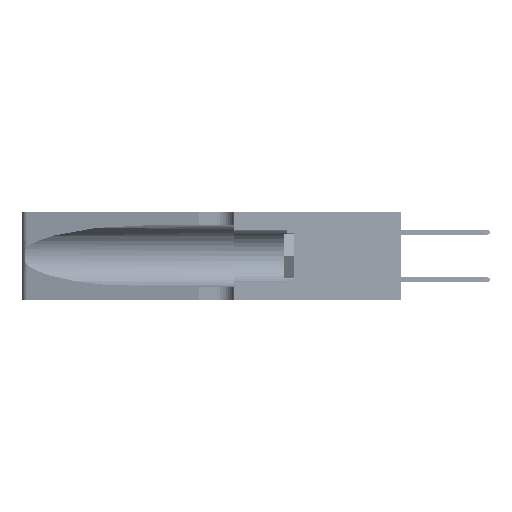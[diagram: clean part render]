
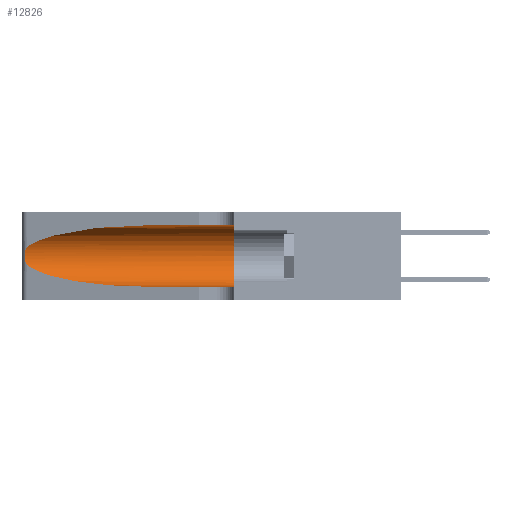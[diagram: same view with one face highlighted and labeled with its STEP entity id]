
A CAD part, left-side view. The second image highlights one B-rep face of the part: STEP entity #12826.
In plain terms, the highlighted cylindrical face has radius 3.308 mm (diameter 6.617 mm), a partial arc.
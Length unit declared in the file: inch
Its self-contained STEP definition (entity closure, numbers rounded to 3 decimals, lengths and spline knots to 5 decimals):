
#392 =( BOUNDED_CURVE ( )  B_SPLINE_CURVE ( 3, ( #50023, #42259, #30368, #26811 ),
 .UNSPECIFIED., .F., .T. ) 
 B_SPLINE_CURVE_WITH_KNOTS ( ( 4, 4 ),
 ( 1.5708, 2.84003 ),
 .UNSPECIFIED. ) 
 CURVE ( )  GEOMETRIC_REPRESENTATION_ITEM ( )  RATIONAL_B_SPLINE_CURVE ( ( 1., 0.87, 0.87, 1. ) ) 
 REPRESENTATION_ITEM ( '' )  );
#735 = CARTESIAN_POINT ( 'NONE',  ( 0.1305, 0.72297, 0.05475 ) ) ;
#1315 = CARTESIAN_POINT ( 'NONE',  ( 0.25487, 1.22718, 0.22369 ) ) ;
#1473 = CARTESIAN_POINT ( 'NONE',  ( 0.25487, 1.22718, 0.14631 ) ) ;
#4263 = VECTOR ( 'NONE', #27623, 39.37008 ) ;
#4349 = CARTESIAN_POINT ( 'NONE',  ( 0.1305, 1.61858, 0.05475 ) ) ;
#4672 = EDGE_CURVE ( 'NONE', #27026, #26388, #392, .T. ) ;
#5185 = CARTESIAN_POINT ( 'NONE',  ( 0.25639, 1.23184, 0.21858 ) ) ;
#5502 = LINE ( 'NONE', #4349, #4263 ) ;
#5615 = CARTESIAN_POINT ( 'NONE',  ( 0.1305, 0.72297, 0.05475 ) ) ;
#5756 = CARTESIAN_POINT ( 'NONE',  ( 0.1305, 0.35, 0.185 ) ) ;
#8397 = CARTESIAN_POINT ( 'NONE',  ( 0.2373, 1.15595, 0.08982 ) ) ;
#9156 = CARTESIAN_POINT ( 'NONE',  ( 0.25854, 1.2359, 0.20912 ) ) ;
#9180 = EDGE_LOOP ( 'NONE', ( #37518, #41591, #24901, #16825, #26224, #30745 ) ) ;
#9285 = DIRECTION ( 'NONE',  ( 0., -1., 0. ) ) ;
#9728 = DIRECTION ( 'NONE',  ( 0., 0., 1. ) ) ;
#11030 = B_SPLINE_CURVE_WITH_KNOTS ( 'NONE', 3,
 ( #1315, #47804, #5185, #32386, #9156, #36279, #13035, #40184, #16988, #44098, #20865, #47985, #24760, #1473 ),
 .UNSPECIFIED., .F., .F.,
 ( 4, 2, 2, 2, 2, 2, 4 ),
 ( 0., 0.00027, 0.00053, 0.00107, 0.0016, 0.00187, 0.00214 ),
 .UNSPECIFIED. ) ;
#11444 = VERTEX_POINT ( 'NONE', #5615 ) ;
#12826 = ADVANCED_FACE ( 'NONE', ( #44744 ), #43522, .F. ) ;
#13035 = CARTESIAN_POINT ( 'NONE',  ( 0.26075, 1.23896, 0.19203 ) ) ;
#13170 = DIRECTION ( 'NONE',  ( 0., 0., -1. ) ) ;
#16353 = AXIS2_PLACEMENT_3D ( 'NONE', #24393, #9285, #13170 ) ;
#16825 = ORIENTED_EDGE ( 'NONE', *, *, #23144, .T. ) ;
#16988 = CARTESIAN_POINT ( 'NONE',  ( 0.26017, 1.23833, 0.17102 ) ) ;
#20148 = CARTESIAN_POINT ( 'NONE',  ( 0.25487, 1.22718, 0.14631 ) ) ;
#20865 = CARTESIAN_POINT ( 'NONE',  ( 0.25789, 1.23486, 0.15765 ) ) ;
#21249 = AXIS2_PLACEMENT_3D ( 'NONE', #5756, #32962, #9728 ) ;
#23144 = EDGE_CURVE ( 'NONE', #11444, #43867, #5502, .T. ) ;
#24025 = CARTESIAN_POINT ( 'NONE',  ( 0.18966, 0.96281, 0.05475 ) ) ;
#24346 = CARTESIAN_POINT ( 'NONE',  ( 0.1305, 1.61858, 0.31525 ) ) ;
#24393 = CARTESIAN_POINT ( 'NONE',  ( 0.1305, 1.61858, 0.185 ) ) ;
#24760 = CARTESIAN_POINT ( 'NONE',  ( 0.25555, 1.22993, 0.14849 ) ) ;
#24901 = ORIENTED_EDGE ( 'NONE', *, *, #34383, .T. ) ;
#26224 = ORIENTED_EDGE ( 'NONE', *, *, #49593, .F. ) ;
#26388 = VERTEX_POINT ( 'NONE', #43422 ) ;
#26811 = CARTESIAN_POINT ( 'NONE',  ( 0.25487, 1.22718, 0.22369 ) ) ;
#27026 = VERTEX_POINT ( 'NONE', #31634 ) ;
#27623 = DIRECTION ( 'NONE',  ( 0., -1., 0. ) ) ;
#28046 = DIRECTION ( 'NONE',  ( 0., -1., 0. ) ) ;
#29051 =( BOUNDED_CURVE ( )  B_SPLINE_CURVE ( 3, ( #20148, #8397, #24025, #735 ),
 .UNSPECIFIED., .F., .T. ) 
 B_SPLINE_CURVE_WITH_KNOTS ( ( 4, 4 ),
 ( 3.44316, 4.71239 ),
 .UNSPECIFIED. ) 
 CURVE ( )  GEOMETRIC_REPRESENTATION_ITEM ( )  RATIONAL_B_SPLINE_CURVE ( ( 1., 0.87, 0.87, 1. ) ) 
 REPRESENTATION_ITEM ( '' )  );
#29087 = EDGE_CURVE ( 'NONE', #27026, #49450, #43404, .T. ) ;
#30368 = CARTESIAN_POINT ( 'NONE',  ( 0.2373, 1.15595, 0.28018 ) ) ;
#30560 = CIRCLE ( 'NONE', #21249, 0.13025 ) ;
#30745 = ORIENTED_EDGE ( 'NONE', *, *, #29087, .F. ) ;
#31634 = CARTESIAN_POINT ( 'NONE',  ( 0.1305, 0.72297, 0.31525 ) ) ;
#31843 = VECTOR ( 'NONE', #28046, 39.37008 ) ;
#32386 = CARTESIAN_POINT ( 'NONE',  ( 0.25787, 1.23484, 0.2124 ) ) ;
#32962 = DIRECTION ( 'NONE',  ( 0., 1., 0. ) ) ;
#34383 = EDGE_CURVE ( 'NONE', #48358, #11444, #29051, .T. ) ;
#36279 = CARTESIAN_POINT ( 'NONE',  ( 0.26018, 1.23835, 0.19895 ) ) ;
#37518 = ORIENTED_EDGE ( 'NONE', *, *, #4672, .T. ) ;
#40184 = CARTESIAN_POINT ( 'NONE',  ( 0.26075, 1.23896, 0.178 ) ) ;
#41591 = ORIENTED_EDGE ( 'NONE', *, *, #42546, .T. ) ;
#42259 = CARTESIAN_POINT ( 'NONE',  ( 0.18966, 0.96281, 0.31525 ) ) ;
#42546 = EDGE_CURVE ( 'NONE', #26388, #48358, #11030, .T. ) ;
#43404 = LINE ( 'NONE', #24346, #31843 ) ;
#43422 = CARTESIAN_POINT ( 'NONE',  ( 0.25487, 1.22718, 0.22369 ) ) ;
#43522 = CYLINDRICAL_SURFACE ( 'NONE', #16353, 0.13025 ) ;
#43848 = CARTESIAN_POINT ( 'NONE',  ( 0.1305, 0.35, 0.05475 ) ) ;
#43867 = VERTEX_POINT ( 'NONE', #43848 ) ;
#44098 = CARTESIAN_POINT ( 'NONE',  ( 0.25856, 1.23593, 0.16098 ) ) ;
#44744 = FACE_OUTER_BOUND ( 'NONE', #9180, .T. ) ;
#47540 = CARTESIAN_POINT ( 'NONE',  ( 0.1305, 0.35, 0.31525 ) ) ;
#47804 = CARTESIAN_POINT ( 'NONE',  ( 0.25555, 1.22994, 0.2215 ) ) ;
#47985 = CARTESIAN_POINT ( 'NONE',  ( 0.25639, 1.23186, 0.15144 ) ) ;
#48358 = VERTEX_POINT ( 'NONE', #48994 ) ;
#48994 = CARTESIAN_POINT ( 'NONE',  ( 0.25487, 1.22718, 0.14631 ) ) ;
#49450 = VERTEX_POINT ( 'NONE', #47540 ) ;
#49593 = EDGE_CURVE ( 'NONE', #49450, #43867, #30560, .T. ) ;
#50023 = CARTESIAN_POINT ( 'NONE',  ( 0.1305, 0.72297, 0.31525 ) ) ;
